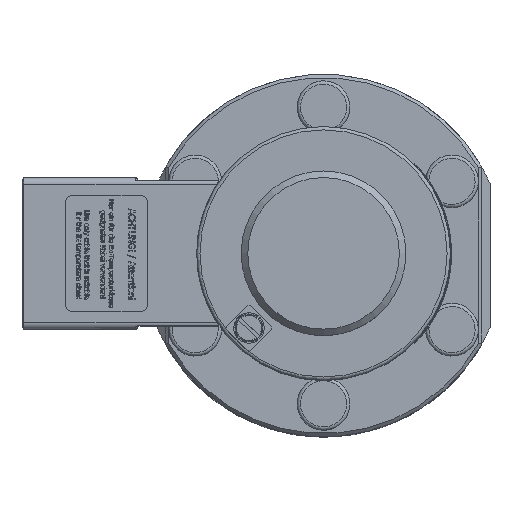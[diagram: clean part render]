
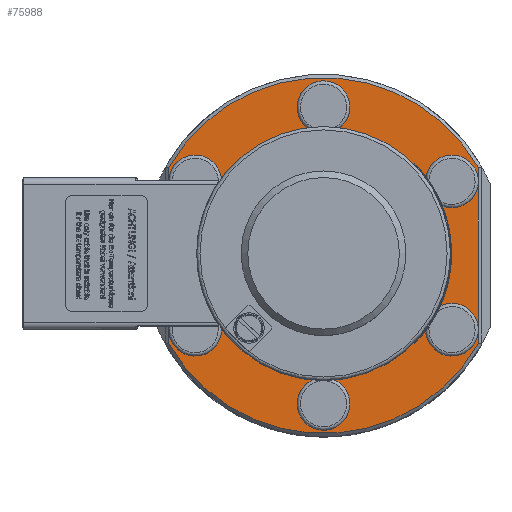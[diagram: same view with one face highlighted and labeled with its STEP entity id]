
A CAD part, top view. The second image highlights one B-rep face of the part: STEP entity #75988.
In plain terms, the highlighted planar face has unit normal (0, 0, 1).
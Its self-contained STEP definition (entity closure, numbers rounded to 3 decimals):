
#11821=LINE('',#157841,#18182);
#11822=LINE('',#157844,#18183);
#18182=VECTOR('',#92523,53.179);
#18183=VECTOR('',#92526,53.179);
#20303=PLANE('',#79388);
#20708=FACE_BOUND('',#29665,.T.);
#20709=FACE_BOUND('',#29666,.T.);
#20710=FACE_BOUND('',#29667,.T.);
#20711=FACE_BOUND('',#29668,.T.);
#20712=FACE_BOUND('',#29669,.T.);
#20713=FACE_BOUND('',#29670,.T.);
#20714=FACE_BOUND('',#29671,.T.);
#25135=FACE_OUTER_BOUND('',#29664,.T.);
#29664=EDGE_LOOP('',(#71686,#71687,#71688,#71689));
#29665=EDGE_LOOP('',(#71690));
#29666=EDGE_LOOP('',(#71691));
#29667=EDGE_LOOP('',(#71692));
#29668=EDGE_LOOP('',(#71693));
#29669=EDGE_LOOP('',(#71694));
#29670=EDGE_LOOP('',(#71695));
#29671=EDGE_LOOP('',(#71696));
#30713=CIRCLE('',#79308,5.);
#30720=CIRCLE('',#79321,5.);
#30727=CIRCLE('',#79334,5.);
#30734=CIRCLE('',#79347,5.);
#30741=CIRCLE('',#79360,5.);
#30748=CIRCLE('',#79373,5.);
#30756=CIRCLE('',#79389,54.);
#30757=CIRCLE('',#79390,54.);
#30758=CIRCLE('',#79391,18.3);
#38158=VERTEX_POINT('',#157713);
#38165=VERTEX_POINT('',#157733);
#38172=VERTEX_POINT('',#157753);
#38179=VERTEX_POINT('',#157773);
#38186=VERTEX_POINT('',#157793);
#38193=VERTEX_POINT('',#157813);
#38201=VERTEX_POINT('',#157837);
#38202=VERTEX_POINT('',#157838);
#38203=VERTEX_POINT('',#157840);
#38204=VERTEX_POINT('',#157842);
#38205=VERTEX_POINT('',#157845);
#49331=EDGE_CURVE('',#38158,#38158,#30713,.T.);
#49338=EDGE_CURVE('',#38165,#38165,#30720,.T.);
#49345=EDGE_CURVE('',#38172,#38172,#30727,.T.);
#49352=EDGE_CURVE('',#38179,#38179,#30734,.T.);
#49359=EDGE_CURVE('',#38186,#38186,#30741,.T.);
#49366=EDGE_CURVE('',#38193,#38193,#30748,.T.);
#49374=EDGE_CURVE('',#38201,#38202,#30756,.T.);
#49375=EDGE_CURVE('',#38203,#38201,#11821,.T.);
#49376=EDGE_CURVE('',#38204,#38203,#30757,.T.);
#49377=EDGE_CURVE('',#38202,#38204,#11822,.T.);
#49378=EDGE_CURVE('',#38205,#38205,#30758,.T.);
#71686=ORIENTED_EDGE('',*,*,#49374,.F.);
#71687=ORIENTED_EDGE('',*,*,#49375,.F.);
#71688=ORIENTED_EDGE('',*,*,#49376,.F.);
#71689=ORIENTED_EDGE('',*,*,#49377,.F.);
#71690=ORIENTED_EDGE('',*,*,#49331,.T.);
#71691=ORIENTED_EDGE('',*,*,#49338,.T.);
#71692=ORIENTED_EDGE('',*,*,#49345,.T.);
#71693=ORIENTED_EDGE('',*,*,#49352,.T.);
#71694=ORIENTED_EDGE('',*,*,#49359,.T.);
#71695=ORIENTED_EDGE('',*,*,#49366,.T.);
#71696=ORIENTED_EDGE('',*,*,#49378,.T.);
#75988=ADVANCED_FACE('',(#25135,#20708,#20709,#20710,#20711,#20712,#20713,
#20714),#20303,.T.);
#79308=AXIS2_PLACEMENT_3D('',#157714,#92359,#92360);
#79321=AXIS2_PLACEMENT_3D('',#157734,#92385,#92386);
#79334=AXIS2_PLACEMENT_3D('',#157754,#92411,#92412);
#79347=AXIS2_PLACEMENT_3D('',#157774,#92437,#92438);
#79360=AXIS2_PLACEMENT_3D('',#157794,#92463,#92464);
#79373=AXIS2_PLACEMENT_3D('',#157814,#92489,#92490);
#79388=AXIS2_PLACEMENT_3D('',#157836,#92519,#92520);
#79389=AXIS2_PLACEMENT_3D('',#157839,#92521,#92522);
#79390=AXIS2_PLACEMENT_3D('',#157843,#92524,#92525);
#79391=AXIS2_PLACEMENT_3D('',#157846,#92527,#92528);
#92359=DIRECTION('center_axis',(0.,0.,
-1.));
#92360=DIRECTION('ref_axis',(-1.,0.,0.));
#92385=DIRECTION('center_axis',(0.,0.,
-1.));
#92386=DIRECTION('ref_axis',(-1.,0.,0.));
#92411=DIRECTION('center_axis',(0.,0.,
-1.));
#92412=DIRECTION('ref_axis',(-1.,0.,0.));
#92437=DIRECTION('center_axis',(0.,0.,
-1.));
#92438=DIRECTION('ref_axis',(-1.,0.,0.));
#92463=DIRECTION('center_axis',(0.,0.,
-1.));
#92464=DIRECTION('ref_axis',(-1.,0.,0.));
#92489=DIRECTION('center_axis',(0.,0.,
-1.));
#92490=DIRECTION('ref_axis',(-1.,0.,0.));
#92519=DIRECTION('center_axis',(0.,0.,
1.));
#92520=DIRECTION('ref_axis',(1.,0.,0.));
#92521=DIRECTION('center_axis',(0.,0.,
-1.));
#92522=DIRECTION('ref_axis',(1.,0.,0.));
#92523=DIRECTION('',(0.,1.,0.));
#92524=DIRECTION('center_axis',(0.,0.,
-1.));
#92525=DIRECTION('ref_axis',(1.,0.,0.));
#92526=DIRECTION('',(0.,-1.,0.));
#92527=DIRECTION('center_axis',(0.,0.,
-1.));
#92528=DIRECTION('ref_axis',(-1.,0.,0.));
#157713=CARTESIAN_POINT('',(-41.268,26.941,29.7));
#157714=CARTESIAN_POINT('Origin',(-38.971,22.5,29.7));
#157733=CARTESIAN_POINT('',(2.698,49.21,29.7));
#157734=CARTESIAN_POINT('Origin',(0.,45.,
29.7));
#157753=CARTESIAN_POINT('',(43.966,22.269,29.7));
#157754=CARTESIAN_POINT('Origin',(38.971,22.5,29.7));
#157773=CARTESIAN_POINT('',(41.268,-26.941,29.7));
#157774=CARTESIAN_POINT('Origin',(38.971,-22.5,29.7));
#157793=CARTESIAN_POINT('',(-2.698,-49.21,29.7));
#157794=CARTESIAN_POINT('Origin',(0.,-45.,
29.7));
#157813=CARTESIAN_POINT('',(-43.966,-22.269,29.7));
#157814=CARTESIAN_POINT('Origin',(-38.971,-22.5,29.7));
#157836=CARTESIAN_POINT('Origin',(9.,0.,29.7));
#157837=CARTESIAN_POINT('',(-47.,26.589,29.7));
#157838=CARTESIAN_POINT('',(47.,26.589,29.7));
#157839=CARTESIAN_POINT('Origin',(0.,0.,
29.7));
#157840=CARTESIAN_POINT('',(-47.,-26.589,29.7));
#157841=CARTESIAN_POINT('',(-47.,0.,29.7));
#157842=CARTESIAN_POINT('',(47.,-26.589,29.7));
#157843=CARTESIAN_POINT('Origin',(0.,0.,
29.7));
#157844=CARTESIAN_POINT('',(47.,0.,29.7));
#157845=CARTESIAN_POINT('',(17.064,-6.611,29.7));
#157846=CARTESIAN_POINT('Origin',(0.,0.,
29.7));
